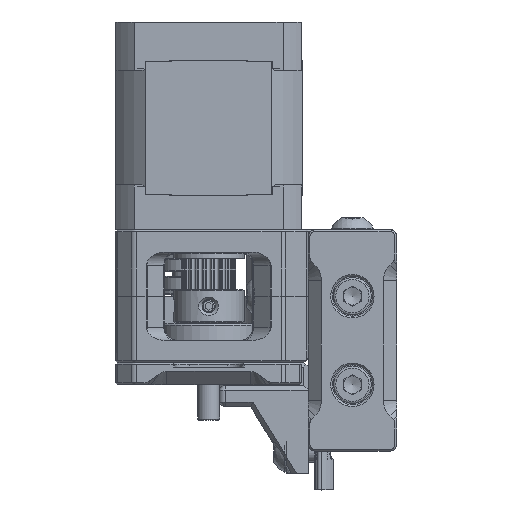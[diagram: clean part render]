
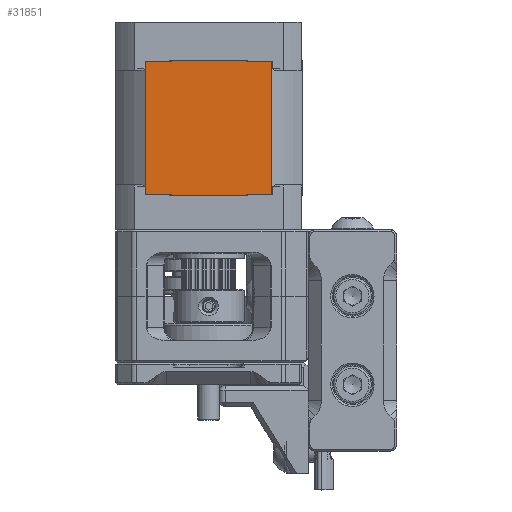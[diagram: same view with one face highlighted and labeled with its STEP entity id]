
A CAD part, front view. The second image highlights one B-rep face of the part: STEP entity #31851.
In plain terms, the highlighted planar face has unit normal (0, -1, 0).
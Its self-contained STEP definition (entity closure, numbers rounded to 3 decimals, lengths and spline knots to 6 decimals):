
#2137=LINE('',#56634,#4401);
#2143=LINE('',#56660,#4407);
#2155=LINE('',#56699,#4419);
#2157=LINE('',#56703,#4421);
#2159=LINE('',#56709,#4423);
#2223=LINE('',#56922,#4487);
#2224=LINE('',#56928,#4488);
#2225=LINE('',#56932,#4489);
#2227=LINE('',#56939,#4491);
#2229=LINE('',#56944,#4493);
#2230=LINE('',#56946,#4494);
#2234=LINE('',#57007,#4498);
#4401=VECTOR('',#43285,1.);
#4407=VECTOR('',#43313,1.);
#4419=VECTOR('',#43353,1.);
#4421=VECTOR('',#43357,1.);
#4423=VECTOR('',#43363,1.);
#4487=VECTOR('',#43583,1.);
#4488=VECTOR('',#43590,1.);
#4489=VECTOR('',#43595,1.);
#4491=VECTOR('',#43601,1.);
#4493=VECTOR('',#43607,1.);
#4494=VECTOR('',#43610,1.);
#4498=VECTOR('',#43694,1.);
#5920=PLANE('',#36167);
#14141=ORIENTED_EDGE('',*,*,#20108,.T.);
#14142=ORIENTED_EDGE('',*,*,#20110,.T.);
#14143=ORIENTED_EDGE('',*,*,#20117,.T.);
#14144=ORIENTED_EDGE('',*,*,#20105,.T.);
#14145=ORIENTED_EDGE('',*,*,#20116,.T.);
#14146=ORIENTED_EDGE('',*,*,#20113,.T.);
#14147=ORIENTED_EDGE('',*,*,#20139,.T.);
#14148=ORIENTED_EDGE('',*,*,#20001,.T.);
#14149=ORIENTED_EDGE('',*,*,#19998,.F.);
#14150=ORIENTED_EDGE('',*,*,#19976,.F.);
#14151=ORIENTED_EDGE('',*,*,#19963,.F.);
#14152=ORIENTED_EDGE('',*,*,#19996,.T.);
#19963=EDGE_CURVE('',#23507,#23508,#2137,.T.);
#19976=EDGE_CURVE('',#23508,#23517,#2143,.T.);
#19996=EDGE_CURVE('',#23507,#23529,#2155,.T.);
#19998=EDGE_CURVE('',#23517,#23531,#2157,.T.);
#20001=EDGE_CURVE('',#23533,#23531,#2159,.T.);
#20105=EDGE_CURVE('',#23604,#23603,#2223,.T.);
#20108=EDGE_CURVE('',#23529,#23605,#2224,.T.);
#20110=EDGE_CURVE('',#23605,#23606,#2225,.T.);
#20113=EDGE_CURVE('',#23610,#23609,#2227,.T.);
#20116=EDGE_CURVE('',#23603,#23610,#2229,.T.);
#20117=EDGE_CURVE('',#23606,#23604,#2230,.T.);
#20139=EDGE_CURVE('',#23609,#23533,#2234,.T.);
#23507=VERTEX_POINT('',#56633);
#23508=VERTEX_POINT('',#56635);
#23517=VERTEX_POINT('',#56661);
#23529=VERTEX_POINT('',#56698);
#23531=VERTEX_POINT('',#56704);
#23533=VERTEX_POINT('',#56710);
#23603=VERTEX_POINT('',#56921);
#23604=VERTEX_POINT('',#56923);
#23605=VERTEX_POINT('',#56927);
#23606=VERTEX_POINT('',#56931);
#23609=VERTEX_POINT('',#56938);
#23610=VERTEX_POINT('',#56940);
#26532=EDGE_LOOP('',(#14141,#14142,#14143,#14144,#14145,#14146,#14147,#14148,
#14149,#14150,#14151,#14152));
#29199=FACE_BOUND('',#26532,.T.);
#31851=ADVANCED_FACE('',(#29199),#5920,.T.);
#36167=AXIS2_PLACEMENT_3D('',#57006,#43692,#43693);
#43285=DIRECTION('',(-1.,0.,0.));
#43313=DIRECTION('',(0.,0.,1.));
#43353=DIRECTION('',(0.,0.,-1.));
#43357=DIRECTION('',(1.,0.,0.));
#43363=DIRECTION('',(0.,0.,-1.));
#43583=DIRECTION('',(0.,0.,1.));
#43590=DIRECTION('',(1.,0.,0.));
#43595=DIRECTION('',(0.,0.,1.));
#43601=DIRECTION('',(0.,0.,1.));
#43607=DIRECTION('',(-1.,0.,0.));
#43610=DIRECTION('',(1.,0.,0.));
#43692=DIRECTION('',(0.,-1.,0.));
#43693=DIRECTION('',(0.,0.,1.));
#43694=DIRECTION('',(-1.,0.,0.));
#56633=CARTESIAN_POINT('',(0.152594,-0.2276,0.0229));
#56634=CARTESIAN_POINT('',(0.175478,-0.2276,0.0229));
#56635=CARTESIAN_POINT('',(0.14687,-0.2276,0.0229));
#56660=CARTESIAN_POINT('',(0.14687,-0.2276,0.0229));
#56661=CARTESIAN_POINT('',(0.14687,-0.2276,0.0531));
#56698=CARTESIAN_POINT('',(0.152594,-0.2276,0.0228));
#56699=CARTESIAN_POINT('',(0.152594,-0.2276,0.0229));
#56703=CARTESIAN_POINT('',(0.169605,-0.2276,0.0531));
#56704=CARTESIAN_POINT('',(0.152594,-0.2276,0.0531));
#56709=CARTESIAN_POINT('',(0.152594,-0.2276,0.0229));
#56710=CARTESIAN_POINT('',(0.152594,-0.2276,0.0532));
#56921=CARTESIAN_POINT('',(0.17533,-0.2276,0.0531));
#56922=CARTESIAN_POINT('',(0.17533,-0.2276,0.0229));
#56923=CARTESIAN_POINT('',(0.17533,-0.2276,0.0229));
#56927=CARTESIAN_POINT('',(0.169606,-0.2276,0.0228));
#56928=CARTESIAN_POINT('',(0.152594,-0.2276,0.0228));
#56931=CARTESIAN_POINT('',(0.169606,-0.2276,0.0229));
#56932=CARTESIAN_POINT('',(0.169606,-0.2276,0.0228));
#56938=CARTESIAN_POINT('',(0.169606,-0.2276,0.0532));
#56939=CARTESIAN_POINT('',(0.169606,-0.2276,0.0229));
#56940=CARTESIAN_POINT('',(0.169606,-0.2276,0.0531));
#56944=CARTESIAN_POINT('',(0.17533,-0.2276,0.0531));
#56946=CARTESIAN_POINT('',(0.169606,-0.2276,0.0229));
#57006=CARTESIAN_POINT('',(0.175331,-0.2276,0.022799));
#57007=CARTESIAN_POINT('',(0.169606,-0.2276,0.0532));
